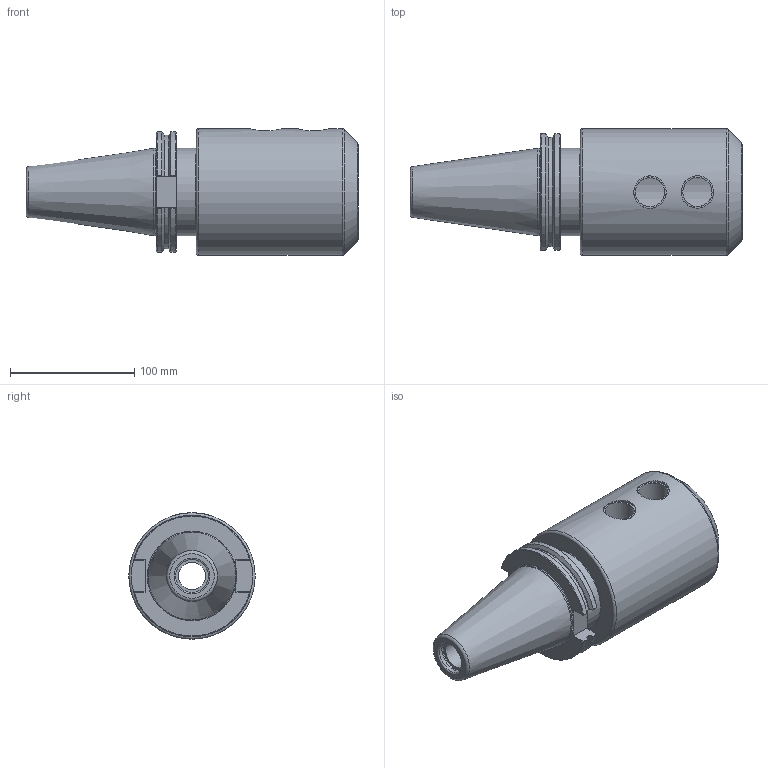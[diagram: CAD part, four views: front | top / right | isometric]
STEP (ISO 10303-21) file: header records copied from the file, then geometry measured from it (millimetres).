
FILE_DESCRIPTION(/* description */ (''),/* implementation_level */ '2;1');
FILE_NAME(/* name */ 'CAT50-EM250-0650.step',/* time_stamp */ '2023-04-04T13:59:35-05:00',/* author */ (''),/* organization */ (''),/* preprocessor_version */ 'ST-DEVELOPER v19.2',/* originating_system */ 'Autodesk Translation Framework v11.17.0.187',/* authorisation */ '');
FILE_SCHEMA (('AUTOMOTIVE_DESIGN { 1 0 10303 214 3 1 1 }'));
Length unit declared in the file: millimetre
Products named in the file (1): CAT50-EM250-0650
Bounding box: 266.72 x 101.6 x 101.6 mm (x, y, z)
Volume: 1056172.6 mm3; surface area: 118583.2 mm2
Topology: 1 solids, 1 shells, 78 faces, 209 edges, 140 vertices
Faces by surface type: plane 34, cylinder 19, torus 14, cone 11
Full cylindrical faces by diameter (mm): 10 x1, 21.971 x1, 23.444 x2, 26 x2, 26.2 x1, 26.7 x1, 63.5 x1, 64.5 x1, 69.97 x1, 70.199 x1, 101.6 x1
Entity records: 2657 total; most frequent: CARTESIAN_POINT 706, ORIENTED_EDGE 418, DIRECTION 395, EDGE_CURVE 209, AXIS2_PLACEMENT_3D 158, VERTEX_POINT 140, EDGE_LOOP 91, LINE 79
